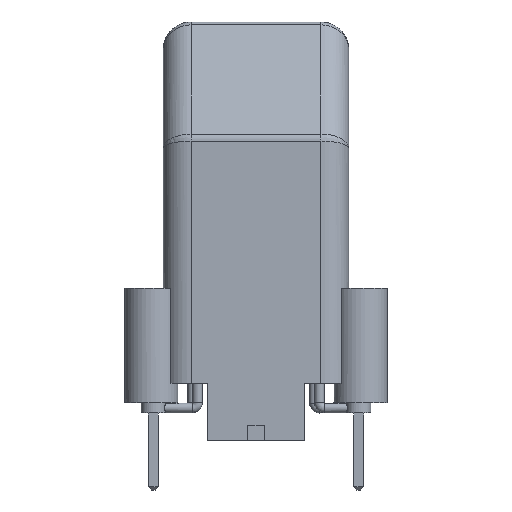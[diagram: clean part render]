
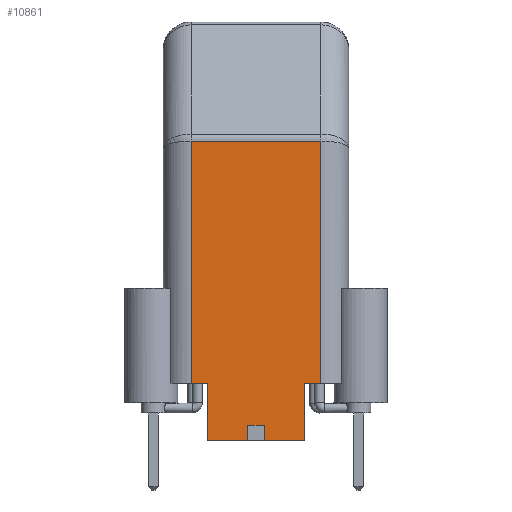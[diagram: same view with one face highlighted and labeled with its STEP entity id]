
A CAD part, front view. The second image highlights one B-rep face of the part: STEP entity #10861.
In plain terms, the highlighted face is planar.
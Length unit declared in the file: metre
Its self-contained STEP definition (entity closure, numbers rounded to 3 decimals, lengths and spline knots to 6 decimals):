
#187=PLANE('',#11477);
#764=LINE('',#20426,#1392);
#766=LINE('',#20431,#1394);
#770=LINE('',#20438,#1398);
#844=LINE('',#20659,#1472);
#845=LINE('',#20661,#1473);
#877=LINE('',#20783,#1505);
#938=LINE('',#21174,#1566);
#948=LINE('',#21319,#1576);
#955=LINE('',#21443,#1583);
#957=LINE('',#21451,#1585);
#958=LINE('',#21459,#1586);
#960=LINE('',#21462,#1588);
#1392=VECTOR('',#12417,1.);
#1394=VECTOR('',#12421,1.);
#1398=VECTOR('',#12427,1.);
#1472=VECTOR('',#12619,1.);
#1473=VECTOR('',#12622,1.);
#1505=VECTOR('',#12746,1.);
#1566=VECTOR('',#12937,1.);
#1576=VECTOR('',#12967,1.);
#1583=VECTOR('',#12986,1.);
#1585=VECTOR('',#12998,1.);
#1586=VECTOR('',#13009,1.);
#1588=VECTOR('',#13013,1.);
#2940=ORIENTED_EDGE('',*,*,#4236,.T.);
#2941=ORIENTED_EDGE('',*,*,#4081,.F.);
#2942=ORIENTED_EDGE('',*,*,#4075,.F.);
#2943=ORIENTED_EDGE('',*,*,#4077,.T.);
#2944=ORIENTED_EDGE('',*,*,#4178,.T.);
#2945=ORIENTED_EDGE('',*,*,#4335,.T.);
#2946=ORIENTED_EDGE('',*,*,#4370,.T.);
#2947=ORIENTED_EDGE('',*,*,#4364,.T.);
#2948=ORIENTED_EDGE('',*,*,#4353,.F.);
#2949=ORIENTED_EDGE('',*,*,#4372,.F.);
#2950=ORIENTED_EDGE('',*,*,#4367,.T.);
#2951=ORIENTED_EDGE('',*,*,#4177,.F.);
#4075=EDGE_CURVE('',#4952,#4949,#764,.T.);
#4077=EDGE_CURVE('',#4952,#4954,#766,.T.);
#4081=EDGE_CURVE('',#4949,#4955,#770,.T.);
#4177=EDGE_CURVE('',#5020,#5018,#844,.T.);
#4178=EDGE_CURVE('',#4954,#5021,#845,.T.);
#4236=EDGE_CURVE('',#5020,#4955,#877,.T.);
#4335=EDGE_CURVE('',#5021,#5125,#938,.T.);
#4353=EDGE_CURVE('',#5130,#5131,#948,.T.);
#4364=EDGE_CURVE('',#5135,#5131,#955,.T.);
#4367=EDGE_CURVE('',#5136,#5018,#957,.T.);
#4370=EDGE_CURVE('',#5125,#5135,#958,.T.);
#4372=EDGE_CURVE('',#5136,#5130,#960,.T.);
#4949=VERTEX_POINT('',#20420);
#4952=VERTEX_POINT('',#20425);
#4954=VERTEX_POINT('',#20430);
#4955=VERTEX_POINT('',#20435);
#5018=VERTEX_POINT('',#20654);
#5020=VERTEX_POINT('',#20658);
#5021=VERTEX_POINT('',#20662);
#5125=VERTEX_POINT('',#21173);
#5130=VERTEX_POINT('',#21316);
#5131=VERTEX_POINT('',#21320);
#5135=VERTEX_POINT('',#21444);
#5136=VERTEX_POINT('',#21452);
#5989=EDGE_LOOP('',(#2940,#2941,#2942,#2943,#2944,#2945,#2946,#2947,#2948,
#2949,#2950,#2951));
#6700=FACE_BOUND('',#5989,.T.);
#10861=ADVANCED_FACE('',(#6700),#187,.F.);
#11477=AXIS2_PLACEMENT_3D('',#21464,#13015,#13016);
#12417=DIRECTION('',(1.,0.,0.));
#12421=DIRECTION('',(0.,0.,-1.));
#12427=DIRECTION('',(0.,0.,-1.));
#12619=DIRECTION('',(0.,0.,1.));
#12622=DIRECTION('',(-1.,0.,0.));
#12746=DIRECTION('',(-1.,0.,0.));
#12937=DIRECTION('',(0.,0.,1.));
#12967=DIRECTION('',(-1.,0.,0.));
#12986=DIRECTION('',(0.,0.,1.));
#12998=DIRECTION('',(-1.,0.,0.));
#13009=DIRECTION('',(-1.,0.,0.));
#13013=DIRECTION('',(0.,0.,1.));
#13015=DIRECTION('',(0.,-1.,0.));
#13016=DIRECTION('',(0.,0.,-1.));
#20420=CARTESIAN_POINT('',(0.0005,0.01175,-0.00255));
#20425=CARTESIAN_POINT('',(-0.0005,0.01175,-0.00255));
#20426=CARTESIAN_POINT('',(-0.0005,0.01175,-0.00255));
#20430=CARTESIAN_POINT('',(-0.0005,0.01175,-0.0035));
#20431=CARTESIAN_POINT('',(-0.0005,0.01175,-0.00255));
#20435=CARTESIAN_POINT('',(0.0005,0.01175,-0.0035));
#20438=CARTESIAN_POINT('',(0.0005,0.01175,-0.00255));
#20654=CARTESIAN_POINT('',(0.002975,0.01175,0.));
#20658=CARTESIAN_POINT('',(0.002975,0.01175,-0.0035));
#20659=CARTESIAN_POINT('',(0.002975,0.01175,-0.0035));
#20661=CARTESIAN_POINT('',(0.002975,0.01175,-0.0035));
#20662=CARTESIAN_POINT('',(-0.002975,0.01175,-0.0035));
#20783=CARTESIAN_POINT('',(0.002975,0.01175,-0.0035));
#21173=CARTESIAN_POINT('',(-0.002975,0.01175,0.));
#21174=CARTESIAN_POINT('',(-0.002975,0.01175,-0.0035));
#21316=CARTESIAN_POINT('',(0.00395,0.01175,0.014751));
#21319=CARTESIAN_POINT('',(0.00565,0.01175,0.014751));
#21320=CARTESIAN_POINT('',(-0.00395,0.01175,0.014751));
#21443=CARTESIAN_POINT('',(-0.00395,0.01175,0.));
#21444=CARTESIAN_POINT('',(-0.00395,0.01175,0.));
#21451=CARTESIAN_POINT('',(0.00565,0.01175,0.));
#21452=CARTESIAN_POINT('',(0.00395,0.01175,0.));
#21459=CARTESIAN_POINT('',(0.00565,0.01175,0.));
#21462=CARTESIAN_POINT('',(0.00395,0.01175,0.));
#21464=CARTESIAN_POINT('',(0.00565,0.01175,0.));
